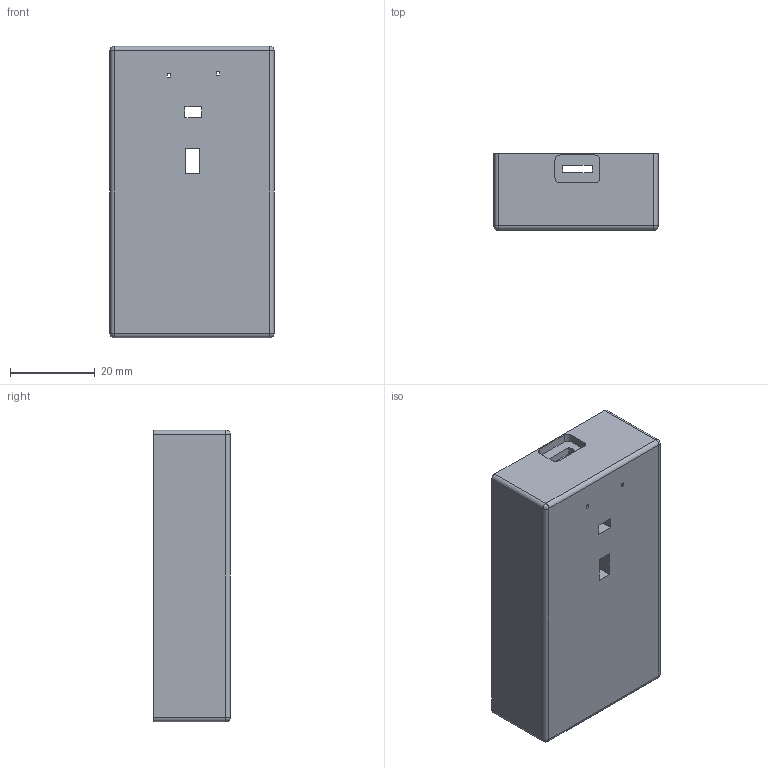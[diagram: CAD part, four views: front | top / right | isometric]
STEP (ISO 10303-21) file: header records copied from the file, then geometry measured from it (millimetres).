
FILE_DESCRIPTION(('FreeCAD Model'),'2;1');
FILE_NAME('Open CASCADE Shape Model','2025-08-12T01:22:06',(''),(''), 'Open CASCADE STEP processor 7.8','FreeCAD','Unknown');
FILE_SCHEMA(('AUTOMOTIVE_DESIGN { 1 0 10303 214 1 1 1 1 }'));
Length unit declared in the file: millimetre
Products named in the file (2): Part_EnclosureTop; Body_EnclosureTop
Assembly tree (1 placements, depth 2):
  Part_EnclosureTop
    Body_EnclosureTop
Bounding box: 38.64 x 18 x 68.64 mm (x, y, z)
Volume: 21249.8 mm3; surface area: 12350.8 mm2
Topology: 1 solids, 1 shells, 97 faces, 244 edges, 153 vertices
Faces by surface type: plane 48, cylinder 38, cone 7, sphere 4
Full cylindrical faces by diameter (mm): 0.75 x2, 1.6 x7, 2.54 x4, 5.5 x1
Entity records: 2893 total; most frequent: DIRECTION 509, CARTESIAN_POINT 485, ORIENTED_EDGE 466, EDGE_CURVE 233, AXIS2_PLACEMENT_3D 177, LINE 155, VECTOR 155, VERTEX_POINT 153
